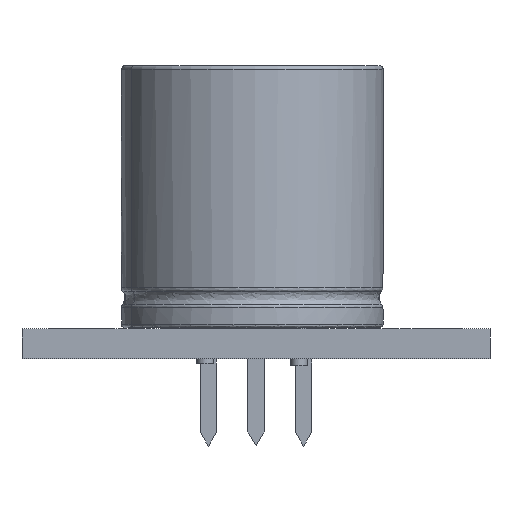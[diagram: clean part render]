
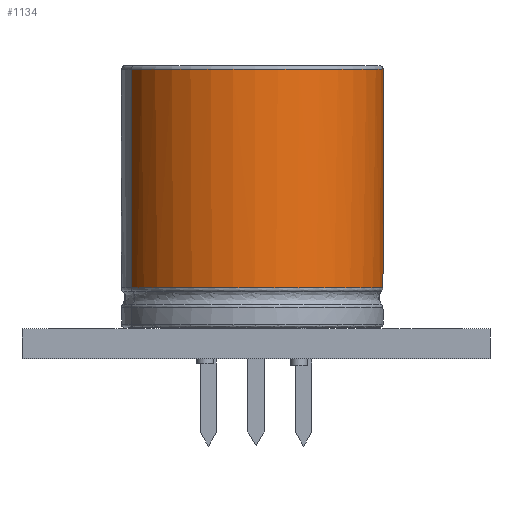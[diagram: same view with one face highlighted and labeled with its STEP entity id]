
A CAD part, front view. The second image highlights one B-rep face of the part: STEP entity #1134.
In plain terms, the highlighted cylindrical face has radius 7 mm (diameter 14 mm), a partial arc.
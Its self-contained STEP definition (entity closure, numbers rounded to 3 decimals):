
#789 = VERTEX_POINT('',#790);
#790 = CARTESIAN_POINT('',(8.967,-2.679,2.135
    ));
#801 = EDGE_CURVE('',#789,#802,#804,.T.);
#802 = VERTEX_POINT('',#803);
#803 = CARTESIAN_POINT('',(8.967,2.679,2.135)
  );
#804 = B_SPLINE_CURVE_WITH_KNOTS('',12,(#805,#806,#807,#808,#809,#810,
    #811,#812,#813,#814,#815,#816,#817,#818,#819,#820,#821,#822,#823,
    #824,#825,#826,#827,#828,#829,#830,#831,#832,#833,#834,#835,#836,
    #837,#838,#839),.UNSPECIFIED.,.F.,.F.,(13,11,11,13),(-1.64
    ,0.,38.485,40.124),.UNSPECIFIED.);
#805 = CARTESIAN_POINT('',(9.595,-1.164,2.135
    ));
#806 = CARTESIAN_POINT('',(9.542,-1.291,2.135
    ));
#807 = CARTESIAN_POINT('',(9.489,-1.418,2.135
    ));
#808 = CARTESIAN_POINT('',(9.437,-1.545,2.135
    ));
#809 = CARTESIAN_POINT('',(9.384,-1.671,2.135
    ));
#810 = CARTESIAN_POINT('',(9.332,-1.798,2.135
    ));
#811 = CARTESIAN_POINT('',(9.28,-1.924,2.135
    ));
#812 = CARTESIAN_POINT('',(9.227,-2.05,2.135
    ));
#813 = CARTESIAN_POINT('',(9.175,-2.176,2.135
    ));
#814 = CARTESIAN_POINT('',(9.123,-2.302,2.135)
  );
#815 = CARTESIAN_POINT('',(9.071,-2.428,2.135
    ));
#816 = CARTESIAN_POINT('',(9.019,-2.553,2.135
    ));
#817 = CARTESIAN_POINT('',(7.748,-5.621,2.135)
  );
#818 = CARTESIAN_POINT('',(5.05,-8.003,2.135
    ));
#819 = CARTESIAN_POINT('',(1.155,-8.947,2.135
    ));
#820 = CARTESIAN_POINT('',(-3.022,-7.72,
    2.135));
#821 = CARTESIAN_POINT('',(-6.132,-4.656,
    2.135));
#822 = CARTESIAN_POINT('',(-7.69,0.,
    2.135));
#823 = CARTESIAN_POINT('',(-6.132,4.656,2.135)
  );
#824 = CARTESIAN_POINT('',(-3.022,7.72,2.135
    ));
#825 = CARTESIAN_POINT('',(1.155,8.947,2.135)
  );
#826 = CARTESIAN_POINT('',(5.05,8.003,2.135)
  );
#827 = CARTESIAN_POINT('',(7.748,5.621,2.135)
  );
#828 = CARTESIAN_POINT('',(9.019,2.553,2.135)
  );
#829 = CARTESIAN_POINT('',(9.071,2.428,2.135)
  );
#830 = CARTESIAN_POINT('',(9.123,2.302,2.135)
  );
#831 = CARTESIAN_POINT('',(9.175,2.176,2.135)
  );
#832 = CARTESIAN_POINT('',(9.227,2.05,2.135)
  );
#833 = CARTESIAN_POINT('',(9.28,1.924,2.135)
  );
#834 = CARTESIAN_POINT('',(9.332,1.798,2.135)
  );
#835 = CARTESIAN_POINT('',(9.384,1.671,2.135)
  );
#836 = CARTESIAN_POINT('',(9.437,1.545,2.135)
  );
#837 = CARTESIAN_POINT('',(9.489,1.418,2.135)
  );
#838 = CARTESIAN_POINT('',(9.542,1.291,2.135)
  );
#839 = CARTESIAN_POINT('',(9.595,1.164,2.135)
  );
#1134 = ADVANCED_FACE('',(#1135),#1161,.T.);
#1135 = FACE_BOUND('',#1136,.T.);
#1136 = EDGE_LOOP('',(#1137,#1148,#1154,#1155));
#1137 = ORIENTED_EDGE('',*,*,#1138,.T.);
#1138 = EDGE_CURVE('',#1139,#1141,#1143,.T.);
#1139 = VERTEX_POINT('',#1140);
#1140 = CARTESIAN_POINT('',(8.967,-2.679,13.8));
#1141 = VERTEX_POINT('',#1142);
#1142 = CARTESIAN_POINT('',(8.967,2.679,13.8));
#1143 = CIRCLE('',#1144,7.);
#1144 = AXIS2_PLACEMENT_3D('',#1145,#1146,#1147);
#1145 = CARTESIAN_POINT('',(2.5,0.,13.8));
#1146 = DIRECTION('',(0.,-0.,-1.));
#1147 = DIRECTION('',(0.924,-0.383,0.));
#1148 = ORIENTED_EDGE('',*,*,#1149,.F.);
#1149 = EDGE_CURVE('',#802,#1141,#1150,.T.);
#1150 = LINE('',#1151,#1152);
#1151 = CARTESIAN_POINT('',(8.967,2.679,2.));
#1152 = VECTOR('',#1153,1.);
#1153 = DIRECTION('',(0.,0.,1.));
#1154 = ORIENTED_EDGE('',*,*,#801,.F.);
#1155 = ORIENTED_EDGE('',*,*,#1156,.T.);
#1156 = EDGE_CURVE('',#789,#1139,#1157,.T.);
#1157 = LINE('',#1158,#1159);
#1158 = CARTESIAN_POINT('',(8.967,-2.679,2.));
#1159 = VECTOR('',#1160,1.);
#1160 = DIRECTION('',(0.,0.,1.));
#1161 = CYLINDRICAL_SURFACE('',#1162,7.);
#1162 = AXIS2_PLACEMENT_3D('',#1163,#1164,#1165);
#1163 = CARTESIAN_POINT('',(2.5,0.,2.));
#1164 = DIRECTION('',(0.,0.,1.));
#1165 = DIRECTION('',(0.924,-0.383,0.));
